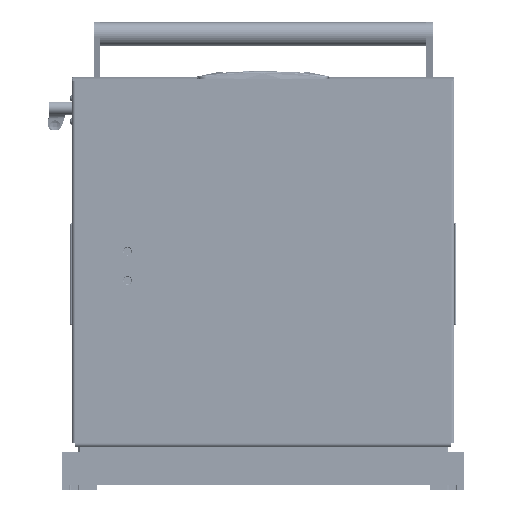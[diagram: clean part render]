
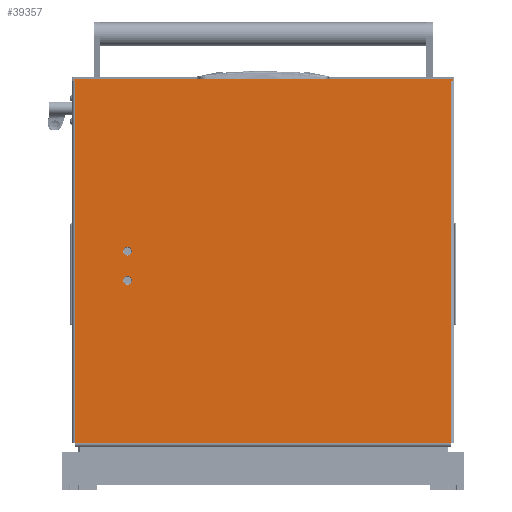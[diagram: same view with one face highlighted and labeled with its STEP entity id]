
A CAD part, front view. The second image highlights one B-rep face of the part: STEP entity #39357.
In plain terms, the highlighted face is planar.
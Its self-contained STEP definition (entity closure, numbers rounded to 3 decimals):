
#360 = VERTEX_POINT ( 'NONE', #7869 ) ;
#1491 = VECTOR ( 'NONE', #136004, 1000. ) ;
#3349 = VECTOR ( 'NONE', #40781, 1000. ) ;
#3824 = CARTESIAN_POINT ( 'NONE',  ( -2., -2., 0. ) ) ;
#3989 = EDGE_CURVE ( 'NONE', #97700, #11444, #96663, .T. ) ;
#4072 = LINE ( 'NONE', #46567, #135180 ) ;
#4704 = VECTOR ( 'NONE', #39378, 1000. ) ;
#6806 = LINE ( 'NONE', #138379, #3349 ) ;
#7869 = CARTESIAN_POINT ( 'NONE',  ( 0., 452., 0. ) ) ;
#9334 = CARTESIAN_POINT ( 'NONE',  ( 0., 454., 0. ) ) ;
#10194 = VERTEX_POINT ( 'NONE', #80818 ) ;
#10211 = LINE ( 'NONE', #127054, #54050 ) ;
#11444 = VERTEX_POINT ( 'NONE', #32268 ) ;
#12318 = EDGE_CURVE ( 'NONE', #67972, #84485, #6806, .T. ) ;
#12637 = EDGE_LOOP ( 'NONE', ( #86282, #14825 ) ) ;
#12959 = AXIS2_PLACEMENT_3D ( 'NONE', #129660, #130350, #16175 ) ;
#14469 = EDGE_CURVE ( 'NONE', #84485, #10194, #4072, .T. ) ;
#14825 = ORIENTED_EDGE ( 'NONE', *, *, #20749, .F. ) ;
#15850 = ORIENTED_EDGE ( 'NONE', *, *, #19418, .F. ) ;
#16175 = DIRECTION ( 'NONE',  ( -1., 0., 0. ) ) ;
#18293 = DIRECTION ( 'NONE',  ( 0., 0., -1. ) ) ;
#19001 = DIRECTION ( 'NONE',  ( -1., 0., 0. ) ) ;
#19311 = LINE ( 'NONE', #62470, #50300 ) ;
#19418 = EDGE_CURVE ( 'NONE', #67972, #55301, #19311, .T. ) ;
#19572 = EDGE_CURVE ( 'NONE', #30473, #360, #123222, .T. ) ;
#20749 = EDGE_CURVE ( 'NONE', #49974, #24435, #54381, .T. ) ;
#21469 = AXIS2_PLACEMENT_3D ( 'NONE', #51574, #18293, #19001 ) ;
#24435 = VERTEX_POINT ( 'NONE', #70565 ) ;
#26232 = EDGE_CURVE ( 'NONE', #55301, #49338, #83645, .T. ) ;
#28918 = CARTESIAN_POINT ( 'NONE',  ( 0., -2., 0. ) ) ;
#30473 = VERTEX_POINT ( 'NONE', #54821 ) ;
#32268 = CARTESIAN_POINT ( 'NONE',  ( 245.2, 389., 0. ) ) ;
#32759 = CARTESIAN_POINT ( 'NONE',  ( 210.2, 389., 0. ) ) ;
#33936 = DIRECTION ( 'NONE',  ( 0., -1., 0. ) ) ;
#34020 = VECTOR ( 'NONE', #33936, 1000. ) ;
#34051 = CARTESIAN_POINT ( 'NONE',  ( 234.8, 389., 0. ) ) ;
#34109 = FACE_BOUND ( 'NONE', #12637, .T. ) ;
#34615 = CARTESIAN_POINT ( 'NONE',  ( 0., 0., 0. ) ) ;
#34887 = ORIENTED_EDGE ( 'NONE', *, *, #134635, .T. ) ;
#35594 = AXIS2_PLACEMENT_3D ( 'NONE', #59480, #89896, #134462 ) ;
#38685 = LINE ( 'NONE', #136303, #4704 ) ;
#39357 = ADVANCED_FACE ( 'NONE', ( #34109, #76585, #134356 ), #58668, .T. ) ;
#39378 = DIRECTION ( 'NONE',  ( 0., 1., 0. ) ) ;
#40781 = DIRECTION ( 'NONE',  ( -1., 0., 0. ) ) ;
#46567 = CARTESIAN_POINT ( 'NONE',  ( -2., -4., 0. ) ) ;
#47818 = ORIENTED_EDGE ( 'NONE', *, *, #127380, .F. ) ;
#48330 = EDGE_LOOP ( 'NONE', ( #114004, #58194 ) ) ;
#48654 = CIRCLE ( 'NONE', #21469, 5.2 ) ;
#49338 = VERTEX_POINT ( 'NONE', #70544 ) ;
#49974 = VERTEX_POINT ( 'NONE', #32759 ) ;
#50300 = VECTOR ( 'NONE', #128961, 1000. ) ;
#50744 = EDGE_CURVE ( 'NONE', #11444, #97700, #131979, .T. ) ;
#51574 = CARTESIAN_POINT ( 'NONE',  ( 205., 389., 0. ) ) ;
#52745 = DIRECTION ( 'NONE',  ( 1., 0., 0. ) ) ;
#52763 = ORIENTED_EDGE ( 'NONE', *, *, #14469, .T. ) ;
#54050 = VECTOR ( 'NONE', #52745, 1000. ) ;
#54381 = CIRCLE ( 'NONE', #92768, 5.2 ) ;
#54821 = CARTESIAN_POINT ( 'NONE',  ( 436., 452., 0. ) ) ;
#55301 = VERTEX_POINT ( 'NONE', #34615 ) ;
#58194 = ORIENTED_EDGE ( 'NONE', *, *, #50744, .F. ) ;
#58668 = PLANE ( 'NONE',  #12959 ) ;
#59480 = CARTESIAN_POINT ( 'NONE',  ( 240., 389., 0. ) ) ;
#60344 = CARTESIAN_POINT ( 'NONE',  ( 205., 389., 0. ) ) ;
#61336 = DIRECTION ( 'NONE',  ( 0., 0., -1. ) ) ;
#62470 = CARTESIAN_POINT ( 'NONE',  ( 0., -4., 0. ) ) ;
#65146 = EDGE_CURVE ( 'NONE', #10194, #122576, #10211, .T. ) ;
#67972 = VERTEX_POINT ( 'NONE', #28918 ) ;
#70544 = CARTESIAN_POINT ( 'NONE',  ( 436., 0., 0. ) ) ;
#70565 = CARTESIAN_POINT ( 'NONE',  ( 199.8, 389., 0. ) ) ;
#76585 = FACE_BOUND ( 'NONE', #48330, .T. ) ;
#80516 = DIRECTION ( 'NONE',  ( 0., 1., 0. ) ) ;
#80818 = CARTESIAN_POINT ( 'NONE',  ( -2., 454., 0. ) ) ;
#81167 = ORIENTED_EDGE ( 'NONE', *, *, #12318, .T. ) ;
#83645 = LINE ( 'NONE', #126808, #1491 ) ;
#84485 = VERTEX_POINT ( 'NONE', #3824 ) ;
#86282 = ORIENTED_EDGE ( 'NONE', *, *, #132905, .F. ) ;
#87791 = VECTOR ( 'NONE', #92782, 1000. ) ;
#88927 = EDGE_LOOP ( 'NONE', ( #15850, #81167, #52763, #92487, #47818, #99520, #34887, #136590 ) ) ;
#89896 = DIRECTION ( 'NONE',  ( 0., 0., -1. ) ) ;
#92487 = ORIENTED_EDGE ( 'NONE', *, *, #65146, .T. ) ;
#92768 = AXIS2_PLACEMENT_3D ( 'NONE', #60344, #92916, #136059 ) ;
#92782 = DIRECTION ( 'NONE',  ( -1., 0., 0. ) ) ;
#92916 = DIRECTION ( 'NONE',  ( 0., 0., -1. ) ) ;
#96663 = CIRCLE ( 'NONE', #35594, 5.2 ) ;
#97700 = VERTEX_POINT ( 'NONE', #34051 ) ;
#98187 = AXIS2_PLACEMENT_3D ( 'NONE', #101728, #61336, #126443 ) ;
#99520 = ORIENTED_EDGE ( 'NONE', *, *, #19572, .F. ) ;
#101728 = CARTESIAN_POINT ( 'NONE',  ( 240., 389., 0. ) ) ;
#114004 = ORIENTED_EDGE ( 'NONE', *, *, #3989, .F. ) ;
#114017 = CARTESIAN_POINT ( 'NONE',  ( 0., 452., 0. ) ) ;
#122576 = VERTEX_POINT ( 'NONE', #9334 ) ;
#123222 = LINE ( 'NONE', #114017, #87791 ) ;
#126443 = DIRECTION ( 'NONE',  ( -1., 0., 0. ) ) ;
#126808 = CARTESIAN_POINT ( 'NONE',  ( 0., 0., 0. ) ) ;
#127054 = CARTESIAN_POINT ( 'NONE',  ( 0., 454., 0. ) ) ;
#127380 = EDGE_CURVE ( 'NONE', #360, #122576, #38685, .T. ) ;
#128961 = DIRECTION ( 'NONE',  ( 0., 1., 0. ) ) ;
#129500 = CARTESIAN_POINT ( 'NONE',  ( 436., 452., 0. ) ) ;
#129660 = CARTESIAN_POINT ( 'NONE',  ( 0., 452., 0. ) ) ;
#130350 = DIRECTION ( 'NONE',  ( 0., 0., -1. ) ) ;
#131568 = LINE ( 'NONE', #129500, #34020 ) ;
#131979 = CIRCLE ( 'NONE', #98187, 5.2 ) ;
#132905 = EDGE_CURVE ( 'NONE', #24435, #49974, #48654, .T. ) ;
#134356 = FACE_OUTER_BOUND ( 'NONE', #88927, .T. ) ;
#134462 = DIRECTION ( 'NONE',  ( -1., 0., 0. ) ) ;
#134635 = EDGE_CURVE ( 'NONE', #30473, #49338, #131568, .T. ) ;
#135180 = VECTOR ( 'NONE', #80516, 1000. ) ;
#136004 = DIRECTION ( 'NONE',  ( 1., 0., 0. ) ) ;
#136059 = DIRECTION ( 'NONE',  ( -1., 0., 0. ) ) ;
#136303 = CARTESIAN_POINT ( 'NONE',  ( 0., -4., 0. ) ) ;
#136590 = ORIENTED_EDGE ( 'NONE', *, *, #26232, .F. ) ;
#138379 = CARTESIAN_POINT ( 'NONE',  ( 0., -2., 0. ) ) ;
